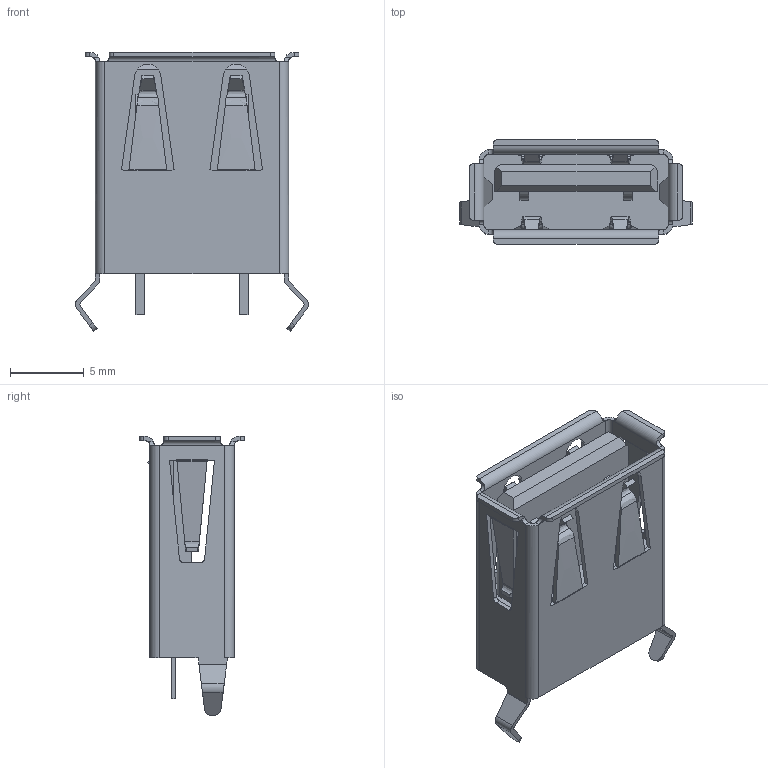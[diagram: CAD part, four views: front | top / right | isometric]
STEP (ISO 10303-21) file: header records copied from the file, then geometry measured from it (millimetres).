
FILE_DESCRIPTION((''),'2;1');
FILE_NAME('C-1734366-3','2016-07-14T',('workeradm'),('Tyco Electronics Ltd.'),'CREO PARAMETRIC BY PTC INC, 2016050','CREO PARAMETRIC BY PTC INC, 2016050','');
FILE_SCHEMA(('AUTOMOTIVE_DESIGN { 1 0 10303 214 1 1 1 1 }'));
Length unit declared in the file: millimetre
Products named in the file (1): C-1734366-3
Bounding box: 15.8 x 7.12 x 18.93 mm (x, y, z)
Volume: 714.6 mm3; surface area: 1260.8 mm2
Topology: 1 solids, 1 shells, 275 faces, 684 edges, 414 vertices
Faces by surface type: plane 143, bspline 66, cylinder 66
Entity records: 9630 total; most frequent: CARTESIAN_POINT 3479, ORIENTED_EDGE 1368, DIRECTION 1050, EDGE_CURVE 684, VECTOR 480, LINE 480, VERTEX_POINT 414, EDGE_LOOP 294
